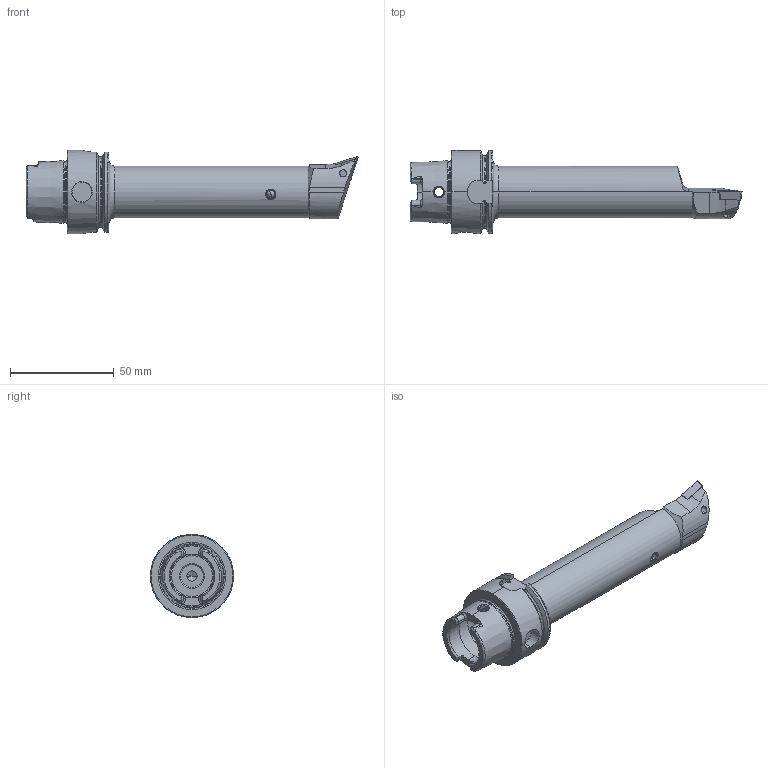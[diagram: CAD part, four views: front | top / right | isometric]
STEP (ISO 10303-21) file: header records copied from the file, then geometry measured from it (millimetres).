
FILE_DESCRIPTION (( 'STEP AP203' ), '1' );
FILE_NAME ('HA4-BDB.LLA.140.STEP', '2013-11-27T07:41:10', ( 'baer' ), ( 'Hewlett-Packard Company' ), 'SwSTEP 2.0', 'SolidWorks 2012', '' );
FILE_SCHEMA (( 'CONFIG_CONTROL_DESIGN' ));
Length unit declared in the file: millimetre
Products named in the file (5): HA4-BDB.LLA.140; KVT_MB_600_050; WCB-ER2.001.009_A; DCMT11T304; HA4-BDB.LLA.140_A
Assembly tree (4 placements, depth 2):
  HA4-BDB.LLA.140
    HA4-BDB.LLA.140_A
    DCMT11T304
    WCB-ER2.001.009_A
    KVT_MB_600_050
Bounding box: 159.9 x 40 x 40 mm (x, y, z)
Volume: 73779.2 mm3; surface area: 20790.3 mm2
Topology: 5 solids, 5 shells, 309 faces, 793 edges, 485 vertices
Faces by surface type: cylinder 92, cone 77, plane 77, torus 39, bspline 20, sphere 4
Entity records: 11448 total; most frequent: CARTESIAN_POINT 3824, ORIENTED_EDGE 1556, DIRECTION 1430, EDGE_CURVE 778, AXIS2_PLACEMENT_3D 573, VERTEX_POINT 482, EDGE_LOOP 324, FACE_OUTER_BOUND 309
